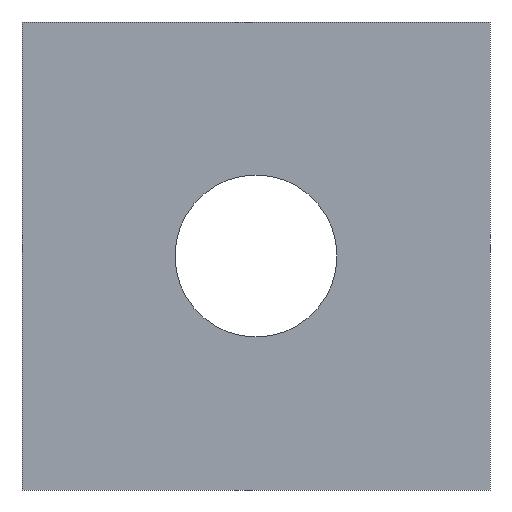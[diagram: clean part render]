
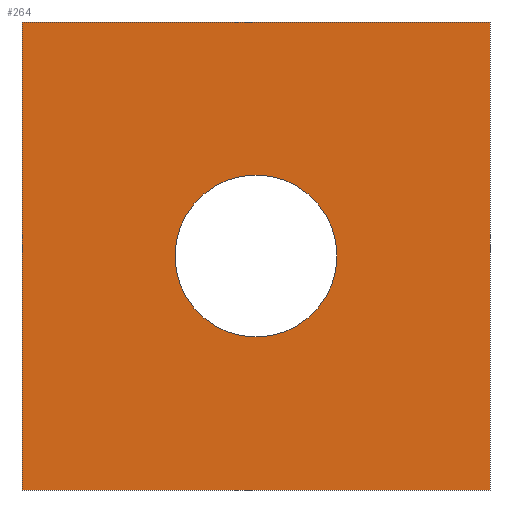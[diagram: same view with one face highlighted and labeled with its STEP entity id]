
A CAD part, front view. The second image highlights one B-rep face of the part: STEP entity #264.
In plain terms, the highlighted planar face has unit normal (0, -1, 0).
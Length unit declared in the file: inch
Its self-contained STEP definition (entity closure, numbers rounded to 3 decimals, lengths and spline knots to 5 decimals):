
#1 = CARTESIAN_POINT ( 'NONE',  ( -0.25, -0.5, -0.25 ) ) ;
#12 = DIRECTION ( 'NONE',  ( 0., 0., 1. ) ) ;
#13 = DIRECTION ( 'NONE',  ( 0., 1., 0. ) ) ;
#14 = PLANE ( 'NONE',  #315 ) ;
#15 = CARTESIAN_POINT ( 'NONE',  ( 0.25, -0.5, 0.25 ) ) ;
#45 = DIRECTION ( 'NONE',  ( 1., 0., 0. ) ) ;
#66 = CARTESIAN_POINT ( 'NONE',  ( 0.25, -0.5, 0.25 ) ) ;
#68 = CARTESIAN_POINT ( 'NONE',  ( 0.25, -0.5, -0.25 ) ) ;
#70 = CARTESIAN_POINT ( 'NONE',  ( -0.25, -0.5, -0.25 ) ) ;
#71 = CARTESIAN_POINT ( 'NONE',  ( 0., -0.5, 0.0865 ) ) ;
#72 = CARTESIAN_POINT ( 'NONE',  ( 0., -0.5, -0.0865 ) ) ;
#73 = VERTEX_POINT ( 'NONE', #93 ) ;
#78 = VERTEX_POINT ( 'NONE', #72 ) ;
#80 = VERTEX_POINT ( 'NONE', #71 ) ;
#83 = CARTESIAN_POINT ( 'NONE',  ( 0.25, -0.5, -0.25 ) ) ;
#85 = DIRECTION ( 'NONE',  ( 0., 0., -1. ) ) ;
#91 = VERTEX_POINT ( 'NONE', #70 ) ;
#93 = CARTESIAN_POINT ( 'NONE',  ( -0.25, -0.5, 0.25 ) ) ;
#96 = VERTEX_POINT ( 'NONE', #68 ) ;
#101 = VERTEX_POINT ( 'NONE', #66 ) ;
#106 = CARTESIAN_POINT ( 'NONE',  ( -0.25, -0.5, -0.25 ) ) ;
#119 = CARTESIAN_POINT ( 'NONE',  ( 0., -0.5, 0. ) ) ;
#123 = CARTESIAN_POINT ( 'NONE',  ( -0.25, -0.5, 0.25 ) ) ;
#124 = DIRECTION ( 'NONE',  ( -1., 0., 0. ) ) ;
#126 = DIRECTION ( 'NONE',  ( 0., 0., -1. ) ) ;
#127 = DIRECTION ( 'NONE',  ( 0., -1., 0. ) ) ;
#129 = DIRECTION ( 'NONE',  ( 0., 0., 1. ) ) ;
#131 = CARTESIAN_POINT ( 'NONE',  ( 0., -0.5, 0. ) ) ;
#135 = DIRECTION ( 'NONE',  ( 0., -1., 0. ) ) ;
#137 = DIRECTION ( 'NONE',  ( 0., 0., -1. ) ) ;
#162 = ORIENTED_EDGE ( 'NONE', *, *, #307, .F. ) ;
#167 = EDGE_LOOP ( 'NONE', ( #179, #182 ) ) ;
#171 = EDGE_LOOP ( 'NONE', ( #162, #180, #176, #183 ) ) ;
#176 = ORIENTED_EDGE ( 'NONE', *, *, #292, .F. ) ;
#179 = ORIENTED_EDGE ( 'NONE', *, *, #293, .F. ) ;
#180 = ORIENTED_EDGE ( 'NONE', *, *, #294, .F. ) ;
#182 = ORIENTED_EDGE ( 'NONE', *, *, #306, .F. ) ;
#183 = ORIENTED_EDGE ( 'NONE', *, *, #303, .F. ) ;
#202 = FACE_BOUND ( 'NONE', #167, .T. ) ;
#213 = FACE_OUTER_BOUND ( 'NONE', #171, .T. ) ;
#220 = VECTOR ( 'NONE', #85, 39.37008 ) ;
#221 = LINE ( 'NONE', #123, #223 ) ;
#222 = VECTOR ( 'NONE', #129, 39.37008 ) ;
#223 = VECTOR ( 'NONE', #45, 39.37008 ) ;
#225 = LINE ( 'NONE', #1, #222 ) ;
#227 = CIRCLE ( 'NONE', #283, 0.0865 ) ;
#228 = LINE ( 'NONE', #106, #242 ) ;
#238 = LINE ( 'NONE', #83, #220 ) ;
#242 = VECTOR ( 'NONE', #124, 39.37008 ) ;
#245 = CIRCLE ( 'NONE', #314, 0.0865 ) ;
#264 = ADVANCED_FACE ( 'NONE', ( #202, #213 ), #14, .F. ) ;
#283 = AXIS2_PLACEMENT_3D ( 'NONE', #131, #127, #126 ) ;
#292 = EDGE_CURVE ( 'NONE', #91, #73, #225, .T. ) ;
#293 = EDGE_CURVE ( 'NONE', #80, #78, #227, .T. ) ;
#294 = EDGE_CURVE ( 'NONE', #73, #101, #221, .T. ) ;
#303 = EDGE_CURVE ( 'NONE', #96, #91, #228, .T. ) ;
#306 = EDGE_CURVE ( 'NONE', #78, #80, #245, .T. ) ;
#307 = EDGE_CURVE ( 'NONE', #101, #96, #238, .T. ) ;
#314 = AXIS2_PLACEMENT_3D ( 'NONE', #119, #135, #137 ) ;
#315 = AXIS2_PLACEMENT_3D ( 'NONE', #15, #13, #12 ) ;
